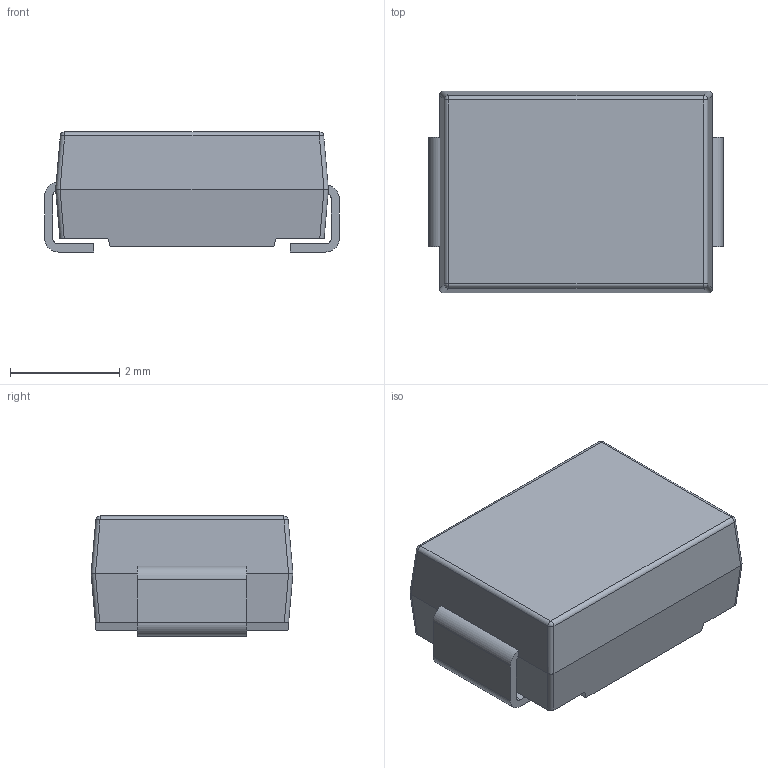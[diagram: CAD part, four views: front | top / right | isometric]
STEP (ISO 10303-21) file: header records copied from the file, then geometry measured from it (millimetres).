
FILE_DESCRIPTION(/* description */ (''),/* implementation_level */ '2;1');
FILE_NAME(/* name */ 'P26-SMB.stp',/* time_stamp */ '2020-07-15T14:57:29+02:00',/* author */ (''),/* organization */ (''),/* preprocessor_version */ 'ST-DEVELOPER v14',/* originating_system */ 'SIEMENS PLM Software NX 8.0',/* authorisation */ '');
FILE_SCHEMA (('AUTOMOTIVE_DESIGN { 1 0 10303 214 3 1 1 1 }'));
Length unit declared in the file: millimetre
Products named in the file (1): 026002-00617_body
Bounding box: 5.4 x 3.7 x 2.2 mm (x, y, z)
Volume: 37.4 mm3; surface area: 86 mm2
Topology: 3 solids, 3 shells, 56 faces, 134 edges, 80 vertices
Faces by surface type: plane 32, cylinder 20, sphere 4
Entity records: 1679 total; most frequent: DIRECTION 280, CARTESIAN_POINT 271, ORIENTED_EDGE 260, EDGE_CURVE 130, LINE 94, VECTOR 94, AXIS2_PLACEMENT_3D 93, VERTEX_POINT 80
